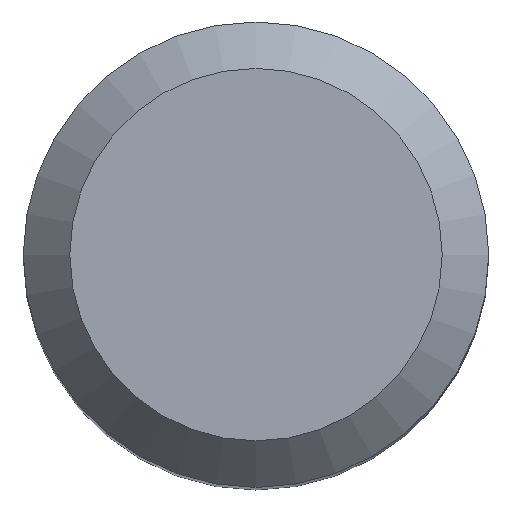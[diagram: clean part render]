
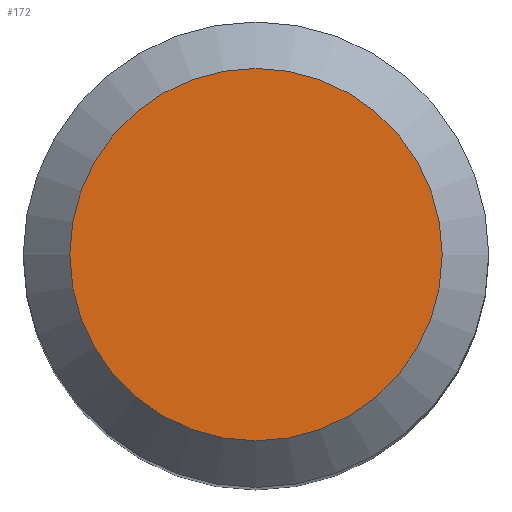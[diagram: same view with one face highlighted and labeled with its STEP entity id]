
A CAD part, top view. The second image highlights one B-rep face of the part: STEP entity #172.
In plain terms, the highlighted planar face has unit normal (0, 0, 1).
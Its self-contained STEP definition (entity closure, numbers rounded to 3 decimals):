
#16 = CARTESIAN_POINT ( 'NONE',  ( 0., 0., 89. ) ) ;
#49 = PLANE ( 'NONE',  #63 ) ;
#51 = DIRECTION ( 'NONE',  ( 0., 0., -1. ) ) ;
#57 = VERTEX_POINT ( 'NONE', #122 ) ;
#63 = AXIS2_PLACEMENT_3D ( 'NONE', #16, #137, #99 ) ;
#93 = FACE_OUTER_BOUND ( 'NONE', #249, .T. ) ;
#99 = DIRECTION ( 'NONE',  ( 0., 1., 0. ) ) ;
#109 = ORIENTED_EDGE ( 'NONE', *, *, #153, .F. ) ;
#122 = CARTESIAN_POINT ( 'NONE',  ( 0., 4., 89. ) ) ;
#125 = AXIS2_PLACEMENT_3D ( 'NONE', #212, #51, #171 ) ;
#137 = DIRECTION ( 'NONE',  ( 0., 0., -1. ) ) ;
#153 = EDGE_CURVE ( 'NONE', #57, #57, #165, .T. ) ;
#165 = CIRCLE ( 'NONE', #125, 4. ) ;
#171 = DIRECTION ( 'NONE',  ( 0., 1., 0. ) ) ;
#172 = ADVANCED_FACE ( 'NONE', ( #93 ), #49, .F. ) ;
#212 = CARTESIAN_POINT ( 'NONE',  ( 0., 0., 89. ) ) ;
#249 = EDGE_LOOP ( 'NONE', ( #109 ) ) ;
